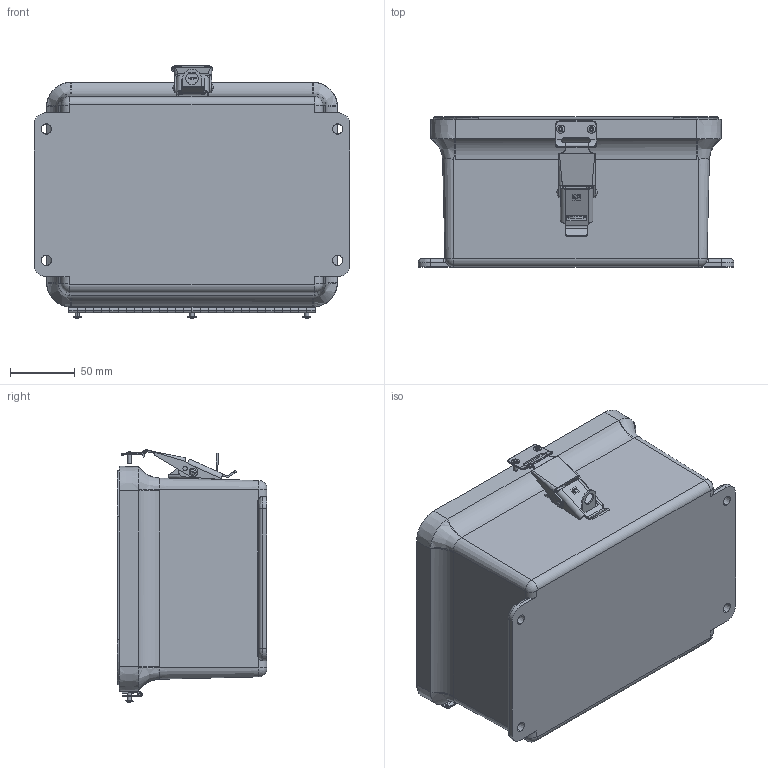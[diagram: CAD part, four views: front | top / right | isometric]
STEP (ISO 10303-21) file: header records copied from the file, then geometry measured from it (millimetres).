
FILE_DESCRIPTION (( 'STEP AP214' ), '1' );
FILE_NAME ('NBF080604-KIT_3D.step', '2024-06-03T14:32:02', ( '' ), ( '' ), 'SwSTEP 2.0', 'SolidWorks 2022', '' );
FILE_SCHEMA (( 'AUTOMOTIVE_DESIGN' ));
Length unit declared in the file: inch
Products named in the file (22): HPL HOOK BLADE; RMKEEPJHPL; RMINS45821P_243; RMHING7.5(J806); J806BHL; NBF080604-KIT_3D; RMHINGCOV7.5; 1BE04-030; J806HL_4; RMINS45821P_245; RMHINGBOX7.5; RMINS45821P_246; RMLATJHPL_22; XFS-0020_91735A827; HPL latch pin 2; HPL LOCKING LAYER; RMHINGPIN7.5; RMRIV43; GASKET_806; RMINS45821P_244; HPL latch pin; HPL ANCHOR PLATE
Assembly tree (32 placements, depth 3):
  NBF080604-KIT_3D
    J806BHL
      J806HL_4
      RMINS45821P_243
      RMINS45821P_244
      RMINS45821P_245
      RMINS45821P_246
    GASKET_806
    RMHING7.5(J806)
      RMHINGCOV7.5
      RMHINGBOX7.5
      RMHINGPIN7.5
    RMRIV43  x9
    RMLATJHPL_22
      HPL ANCHOR PLATE
      HPL LOCKING LAYER
      HPL HOOK BLADE
      HPL latch pin
      HPL latch pin 2
    RMKEEPJHPL
    1BE04-030
    XFS-0020_91735A827  x4
Bounding box: 244.47 x 115.93 x 195.18 mm (x, y, z)
Volume: 606370.4 mm3; surface area: 330888.5 mm2
Topology: 28 solids, 29 shells, 1315 faces, 3523 edges, 2288 vertices
Faces by surface type: cylinder 739, plane 370, cone 88, bspline 78, torus 32, sphere 8
Entity records: 44943 total; most frequent: CARTESIAN_POINT 12447, ORIENTED_EDGE 4834, DIRECTION 4630, EDGE_CURVE 2419, AXIS2_PLACEMENT_3D 1732, VERTEX_POINT 1569, VECTOR 1166, LINE 1166
